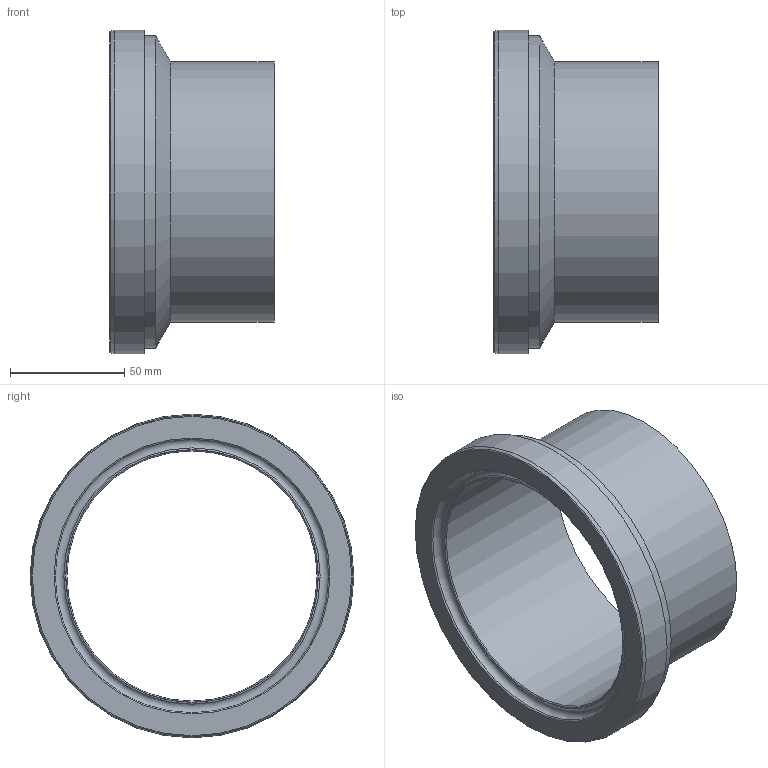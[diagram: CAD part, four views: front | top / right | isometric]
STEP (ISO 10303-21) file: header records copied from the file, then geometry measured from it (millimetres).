
FILE_DESCRIPTION(/* description */ ('PharmCom Bundstutzen ISO DIN11864-A 33,7-114,3'),/* implementation_level */ '2;1');
FILE_NAME(/* name */ '10113100X000.stp',/* time_stamp */ '2019-06-13T09:04:30+02:00',/* author */ ('mbohlen'),/* organization */ (''),/* preprocessor_version */ 'ST-DEVELOPER v15.6',/* originating_system */ 'Autodesk Inventor 2015',/* authorisation */ '');
FILE_SCHEMA (('AUTOMOTIVE_DESIGN { 1 0 10303 214 3 1 1 }'));
Length unit declared in the file: millimetre
Products named in the file (1): ENG-012142
Bounding box: 72 x 141.9 x 141.9 mm (x, y, z)
Volume: 170211.4 mm3; surface area: 63396.8 mm2
Topology: 1 solids, 1 shells, 15 faces, 26 edges, 15 vertices
Faces by surface type: torus 5, cylinder 4, plane 4, cone 2
Full cylindrical faces by diameter (mm): 109.7 x1, 114.3 x1, 137 x1, 141.9 x1
Entity records: 332 total; most frequent: DIRECTION 62, CARTESIAN_POINT 46, AXIS2_PLACEMENT_3D 31, EDGE_LOOP 30, ORIENTED_EDGE 30, FACE_BOUND 15, FACE_OUTER_BOUND 15, CIRCLE 15
